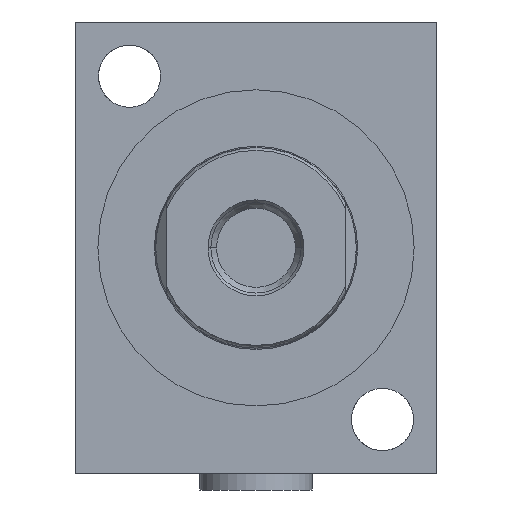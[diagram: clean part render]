
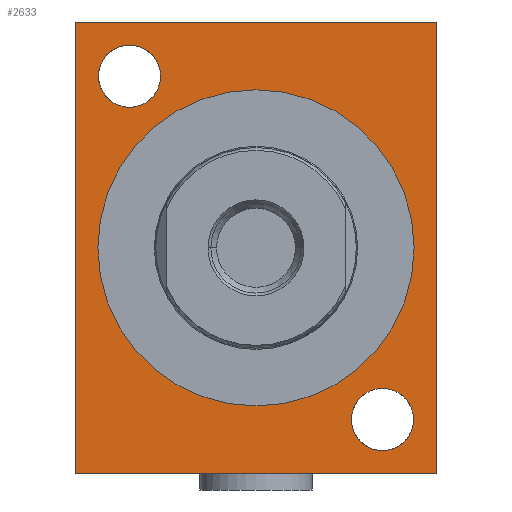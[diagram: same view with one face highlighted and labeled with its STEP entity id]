
A CAD part, left-side view. The second image highlights one B-rep face of the part: STEP entity #2633.
In plain terms, the highlighted planar face has unit normal (-1, 0, 0).
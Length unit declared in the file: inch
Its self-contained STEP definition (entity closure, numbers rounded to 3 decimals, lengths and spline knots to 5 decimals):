
#477=DIRECTION('',(0.,-1.,0.));
#478=VECTOR('',#477,2.);
#479=CARTESIAN_POINT('',(0.,1.,1.25));
#480=LINE('',#479,#478);
#484=DIRECTION('',(0.,0.,-1.));
#485=VECTOR('',#484,2.5);
#486=CARTESIAN_POINT('',(0.,-1.,1.25));
#487=LINE('',#486,#485);
#491=DIRECTION('',(0.,1.,0.));
#492=VECTOR('',#491,2.);
#493=CARTESIAN_POINT('',(0.,-1.,-1.25));
#494=LINE('',#493,#492);
#498=DIRECTION('',(0.,0.,1.));
#499=VECTOR('',#498,2.5);
#500=CARTESIAN_POINT('',(0.,1.,-1.25));
#501=LINE('',#500,#499);
#505=CARTESIAN_POINT('',(0.,0.7,0.95));
#506=DIRECTION('',(1.,0.,0.));
#507=DIRECTION('',(0.,1.,0.));
#508=AXIS2_PLACEMENT_3D('',#505,#506,#507);
#513=CARTESIAN_POINT('',(0.,0.7,0.95));
#514=DIRECTION('',(1.,0.,0.));
#515=DIRECTION('',(0.,-1.,0.));
#516=AXIS2_PLACEMENT_3D('',#513,#514,#515);
#521=CARTESIAN_POINT('',(0.,-0.7,-0.95));
#522=DIRECTION('',(1.,0.,0.));
#523=DIRECTION('',(0.,1.,0.));
#524=AXIS2_PLACEMENT_3D('',#521,#522,#523);
#529=CARTESIAN_POINT('',(0.,-0.7,-0.95));
#530=DIRECTION('',(1.,0.,0.));
#531=DIRECTION('',(0.,-1.,0.));
#532=AXIS2_PLACEMENT_3D('',#529,#530,#531);
#537=CARTESIAN_POINT('',(0.,0.,0.));
#538=DIRECTION('',(-1.,0.,0.));
#539=DIRECTION('',(0.,1.,0.));
#540=AXIS2_PLACEMENT_3D('',#537,#538,#539);
#545=CARTESIAN_POINT('',(0.,0.,0.));
#546=DIRECTION('',(-1.,0.,0.));
#547=DIRECTION('',(0.,-1.,0.));
#548=AXIS2_PLACEMENT_3D('',#545,#546,#547);
#1866=CARTESIAN_POINT('',(0.,1.,1.25));
#1867=CARTESIAN_POINT('',(0.,-1.,1.25));
#1868=VERTEX_POINT('',#1866);
#1869=VERTEX_POINT('',#1867);
#1870=CARTESIAN_POINT('',(0.,-1.,-1.25));
#1871=VERTEX_POINT('',#1870);
#1872=CARTESIAN_POINT('',(0.,1.,-1.25));
#1873=VERTEX_POINT('',#1872);
#1882=CARTESIAN_POINT('',(0.,0.872,0.95));
#1883=CARTESIAN_POINT('',(0.,0.528,0.95));
#1884=VERTEX_POINT('',#1882);
#1885=VERTEX_POINT('',#1883);
#1994=CARTESIAN_POINT('',(0.,-0.528,-0.95));
#1995=CARTESIAN_POINT('',(0.,-0.872,-0.95));
#1996=VERTEX_POINT('',#1994);
#1997=VERTEX_POINT('',#1995);
#2014=CARTESIAN_POINT('',(0.,0.875,0.));
#2015=CARTESIAN_POINT('',(0.,-0.875,0.));
#2016=VERTEX_POINT('',#2014);
#2017=VERTEX_POINT('',#2015);
#2601=CARTESIAN_POINT('',(0.,0.,0.));
#2602=DIRECTION('',(1.,0.,0.));
#2603=DIRECTION('',(0.,0.,-1.));
#2604=AXIS2_PLACEMENT_3D('',#2601,#2602,#2603);
#2605=PLANE('',#2604);
#2607=ORIENTED_EDGE('',*,*,#2606,.T.);
#2609=ORIENTED_EDGE('',*,*,#2608,.T.);
#2611=ORIENTED_EDGE('',*,*,#2610,.T.);
#2613=ORIENTED_EDGE('',*,*,#2612,.T.);
#2614=EDGE_LOOP('',(#2607,#2609,#2611,#2613));
#2615=FACE_OUTER_BOUND('',#2614,.F.);
#2617=ORIENTED_EDGE('',*,*,#2616,.F.);
#2619=ORIENTED_EDGE('',*,*,#2618,.F.);
#2620=EDGE_LOOP('',(#2617,#2619));
#2621=FACE_BOUND('',#2620,.F.);
#2623=ORIENTED_EDGE('',*,*,#2622,.F.);
#2625=ORIENTED_EDGE('',*,*,#2624,.F.);
#2626=EDGE_LOOP('',(#2623,#2625));
#2627=FACE_BOUND('',#2626,.F.);
#2628=ORIENTED_EDGE('',*,*,#2591,.T.);
#2630=ORIENTED_EDGE('',*,*,#2629,.T.);
#2631=EDGE_LOOP('',(#2628,#2630));
#2632=FACE_BOUND('',#2631,.F.);
#2633=ADVANCED_FACE('',(#2615,#2621,#2627,#2632),#2605,.F.);
#509=CIRCLE('',#508,0.172);
#517=CIRCLE('',#516,0.172);
#525=CIRCLE('',#524,0.172);
#533=CIRCLE('',#532,0.172);
#541=CIRCLE('',#540,0.875);
#549=CIRCLE('',#548,0.875);
#2591=EDGE_CURVE('',#2016,#2017,#541,.T.);
#2606=EDGE_CURVE('',#1868,#1869,#480,.T.);
#2608=EDGE_CURVE('',#1869,#1871,#487,.T.);
#2610=EDGE_CURVE('',#1871,#1873,#494,.T.);
#2612=EDGE_CURVE('',#1873,#1868,#501,.T.);
#2616=EDGE_CURVE('',#1884,#1885,#509,.T.);
#2618=EDGE_CURVE('',#1885,#1884,#517,.T.);
#2622=EDGE_CURVE('',#1996,#1997,#525,.T.);
#2624=EDGE_CURVE('',#1997,#1996,#533,.T.);
#2629=EDGE_CURVE('',#2017,#2016,#549,.T.);
